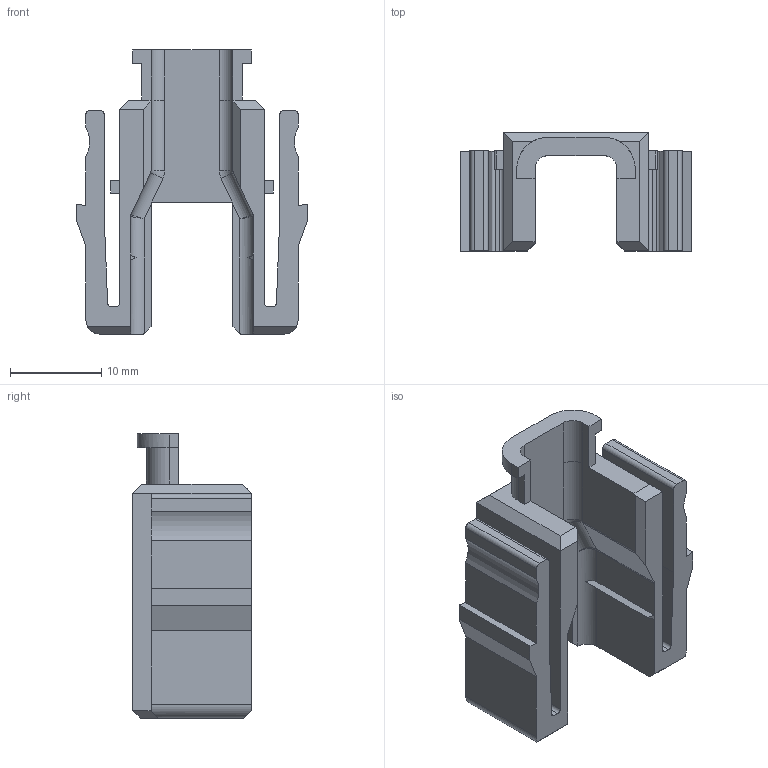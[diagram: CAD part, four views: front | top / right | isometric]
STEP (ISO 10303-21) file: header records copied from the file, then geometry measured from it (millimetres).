
FILE_DESCRIPTION(/* description */ (''),/* implementation_level */ '2;1');
FILE_NAME(/* name */ '100186360ugm000_c.stp',/* time_stamp */ '2017-11-17T13:58:24+01:00',/* author */ (''),/* organization */ (''),/* preprocessor_version */ 'ST-DEVELOPER v16',/* originating_system */ 'SIEMENS PLM Software NX 10.0',/* authorisation */ '');
FILE_SCHEMA (('AUTOMOTIVE_DESIGN { 1 0 10303 214 3 1 1 1 }'));
Length unit declared in the file: millimetre
Products named in the file (1): 100186360ugm000_c
Bounding box: 25.3 x 13 x 31.2 mm (x, y, z)
Volume: 3193.9 mm3; surface area: 3538 mm2
Topology: 1 solids, 1 shells, 240 faces, 641 edges, 420 vertices
Faces by surface type: plane 184, cylinder 44, bspline 8, torus 2, extrusion 2
Full cylindrical faces by diameter (mm): 0.88 x1, 1.04 x1
Entity records: 8268 total; most frequent: CARTESIAN_POINT 1531, ORIENTED_EDGE 1274, DIRECTION 1200, EDGE_CURVE 637, VECTOR 514, LINE 512, VERTEX_POINT 418, AXIS2_PLACEMENT_3D 343
